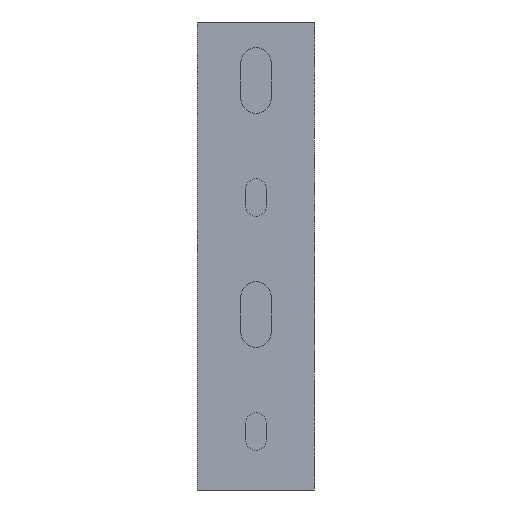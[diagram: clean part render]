
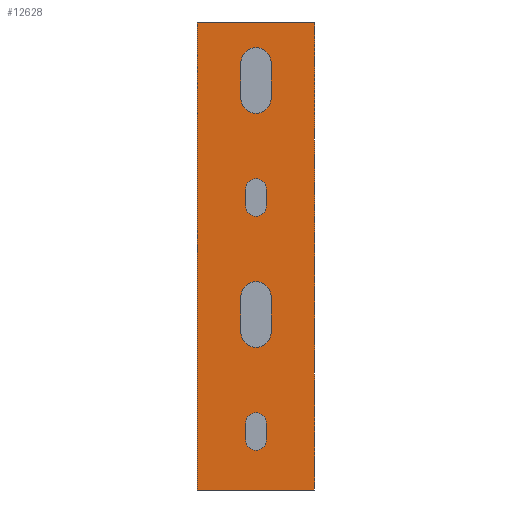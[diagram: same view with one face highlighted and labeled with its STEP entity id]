
A CAD part, front view. The second image highlights one B-rep face of the part: STEP entity #12628.
In plain terms, the highlighted planar face has unit normal (0, -1, 0).
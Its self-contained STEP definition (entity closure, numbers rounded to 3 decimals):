
#268=DIRECTION('',(1.,0.,0.));
#269=VECTOR('',#268,25.);
#270=CARTESIAN_POINT('',(-12.5,0.,-50.));
#271=LINE('',#270,#269);
#899=DIRECTION('',(-1.,0.,0.));
#900=VECTOR('',#899,25.);
#901=CARTESIAN_POINT('',(12.5,0.,50.));
#902=LINE('',#901,#900);
#6343=DIRECTION('',(0.,0.,1.));
#6344=VECTOR('',#6343,100.);
#6345=CARTESIAN_POINT('',(-12.5,0.,-50.));
#6346=LINE('',#6345,#6344);
#6350=DIRECTION('',(0.,0.,-1.));
#6351=VECTOR('',#6350,100.);
#6352=CARTESIAN_POINT('',(12.5,0.,50.));
#6353=LINE('',#6352,#6351);
#6357=CARTESIAN_POINT('',(0.,0.,-35.75));
#6358=DIRECTION('',(0.,-1.,0.));
#6359=DIRECTION('',(1.,0.,0.));
#6360=AXIS2_PLACEMENT_3D('',#6357,#6358,#6359);
#6365=DIRECTION('',(0.,0.,-1.));
#6366=VECTOR('',#6365,3.5);
#6367=CARTESIAN_POINT('',(-2.25,0.,-35.75));
#6368=LINE('',#6367,#6366);
#6372=CARTESIAN_POINT('',(0.,0.,-39.25));
#6373=DIRECTION('',(0.,-1.,0.));
#6374=DIRECTION('',(-1.,0.,0.));
#6375=AXIS2_PLACEMENT_3D('',#6372,#6373,#6374);
#6380=DIRECTION('',(0.,0.,1.));
#6381=VECTOR('',#6380,3.5);
#6382=CARTESIAN_POINT('',(2.25,0.,-39.25));
#6383=LINE('',#6382,#6381);
#6387=CARTESIAN_POINT('',(0.,0.,-8.75));
#6388=DIRECTION('',(0.,-1.,0.));
#6389=DIRECTION('',(1.,0.,0.));
#6390=AXIS2_PLACEMENT_3D('',#6387,#6388,#6389);
#6395=DIRECTION('',(0.,0.,-1.));
#6396=VECTOR('',#6395,7.5);
#6397=CARTESIAN_POINT('',(-3.25,0.,-8.75));
#6398=LINE('',#6397,#6396);
#6402=CARTESIAN_POINT('',(0.,0.,-16.25));
#6403=DIRECTION('',(0.,-1.,0.));
#6404=DIRECTION('',(-1.,0.,0.));
#6405=AXIS2_PLACEMENT_3D('',#6402,#6403,#6404);
#6410=DIRECTION('',(0.,0.,1.));
#6411=VECTOR('',#6410,7.5);
#6412=CARTESIAN_POINT('',(3.25,0.,-16.25));
#6413=LINE('',#6412,#6411);
#6417=CARTESIAN_POINT('',(0.,0.,41.25));
#6418=DIRECTION('',(0.,-1.,0.));
#6419=DIRECTION('',(1.,0.,0.));
#6420=AXIS2_PLACEMENT_3D('',#6417,#6418,#6419);
#6425=DIRECTION('',(0.,0.,-1.));
#6426=VECTOR('',#6425,7.5);
#6427=CARTESIAN_POINT('',(-3.25,0.,41.25));
#6428=LINE('',#6427,#6426);
#6432=CARTESIAN_POINT('',(0.,0.,33.75));
#6433=DIRECTION('',(0.,-1.,0.));
#6434=DIRECTION('',(-1.,0.,0.));
#6435=AXIS2_PLACEMENT_3D('',#6432,#6433,#6434);
#6440=DIRECTION('',(0.,0.,1.));
#6441=VECTOR('',#6440,7.5);
#6442=CARTESIAN_POINT('',(3.25,0.,33.75));
#6443=LINE('',#6442,#6441);
#6447=CARTESIAN_POINT('',(0.,0.,14.25));
#6448=DIRECTION('',(0.,-1.,0.));
#6449=DIRECTION('',(1.,0.,0.));
#6450=AXIS2_PLACEMENT_3D('',#6447,#6448,#6449);
#6455=DIRECTION('',(0.,0.,-1.));
#6456=VECTOR('',#6455,3.5);
#6457=CARTESIAN_POINT('',(-2.25,0.,14.25));
#6458=LINE('',#6457,#6456);
#6462=CARTESIAN_POINT('',(0.,0.,10.75));
#6463=DIRECTION('',(0.,-1.,0.));
#6464=DIRECTION('',(-1.,0.,0.));
#6465=AXIS2_PLACEMENT_3D('',#6462,#6463,#6464);
#6470=DIRECTION('',(0.,0.,1.));
#6471=VECTOR('',#6470,3.5);
#6472=CARTESIAN_POINT('',(2.25,0.,10.75));
#6473=LINE('',#6472,#6471);
#6589=CARTESIAN_POINT('',(3.25,0.,41.25));
#6590=CARTESIAN_POINT('',(-3.25,0.,41.25));
#6591=VERTEX_POINT('',#6589);
#6592=VERTEX_POINT('',#6590);
#6593=CARTESIAN_POINT('',(-3.25,0.,33.75));
#6594=VERTEX_POINT('',#6593);
#6595=CARTESIAN_POINT('',(3.25,0.,33.75));
#6596=VERTEX_POINT('',#6595);
#6597=CARTESIAN_POINT('',(2.25,0.,14.25));
#6598=CARTESIAN_POINT('',(-2.25,0.,14.25));
#6599=VERTEX_POINT('',#6597);
#6600=VERTEX_POINT('',#6598);
#6601=CARTESIAN_POINT('',(-2.25,0.,10.75));
#6602=VERTEX_POINT('',#6601);
#6603=CARTESIAN_POINT('',(2.25,0.,10.75));
#6604=VERTEX_POINT('',#6603);
#6621=CARTESIAN_POINT('',(3.25,0.,-8.75));
#6622=CARTESIAN_POINT('',(-3.25,0.,-8.75));
#6623=VERTEX_POINT('',#6621);
#6624=VERTEX_POINT('',#6622);
#6625=CARTESIAN_POINT('',(-3.25,0.,-16.25));
#6626=VERTEX_POINT('',#6625);
#6627=CARTESIAN_POINT('',(3.25,0.,-16.25));
#6628=VERTEX_POINT('',#6627);
#6629=CARTESIAN_POINT('',(2.25,0.,-35.75));
#6630=CARTESIAN_POINT('',(-2.25,0.,-35.75));
#6631=VERTEX_POINT('',#6629);
#6632=VERTEX_POINT('',#6630);
#6633=CARTESIAN_POINT('',(-2.25,0.,-39.25));
#6634=VERTEX_POINT('',#6633);
#6635=CARTESIAN_POINT('',(2.25,0.,-39.25));
#6636=VERTEX_POINT('',#6635);
#6845=CARTESIAN_POINT('',(12.5,0.,50.));
#6846=CARTESIAN_POINT('',(12.5,0.,-50.));
#6847=VERTEX_POINT('',#6845);
#6848=VERTEX_POINT('',#6846);
#6849=CARTESIAN_POINT('',(-12.5,0.,-50.));
#6850=CARTESIAN_POINT('',(-12.5,0.,50.));
#6851=VERTEX_POINT('',#6849);
#6852=VERTEX_POINT('',#6850);
#12577=CARTESIAN_POINT('',(-12.5,0.,-50.));
#12578=DIRECTION('',(0.,-1.,0.));
#12579=DIRECTION('',(1.,0.,0.));
#12580=AXIS2_PLACEMENT_3D('',#12577,#12578,#12579);
#12581=PLANE('',#12580);
#12582=ORIENTED_EDGE('',*,*,#7788,.F.);
#12583=ORIENTED_EDGE('',*,*,#8692,.T.);
#12584=ORIENTED_EDGE('',*,*,#8528,.F.);
#12585=ORIENTED_EDGE('',*,*,#7916,.T.);
#12586=EDGE_LOOP('',(#12582,#12583,#12584,#12585));
#12587=FACE_OUTER_BOUND('',#12586,.F.);
#12589=ORIENTED_EDGE('',*,*,#12588,.T.);
#12591=ORIENTED_EDGE('',*,*,#12590,.T.);
#12593=ORIENTED_EDGE('',*,*,#12592,.T.);
#12595=ORIENTED_EDGE('',*,*,#12594,.T.);
#12596=EDGE_LOOP('',(#12589,#12591,#12593,#12595));
#12597=FACE_BOUND('',#12596,.F.);
#12599=ORIENTED_EDGE('',*,*,#12598,.T.);
#12601=ORIENTED_EDGE('',*,*,#12600,.T.);
#12603=ORIENTED_EDGE('',*,*,#12602,.T.);
#12605=ORIENTED_EDGE('',*,*,#12604,.T.);
#12606=EDGE_LOOP('',(#12599,#12601,#12603,#12605));
#12607=FACE_BOUND('',#12606,.F.);
#12609=ORIENTED_EDGE('',*,*,#12608,.T.);
#12611=ORIENTED_EDGE('',*,*,#12610,.T.);
#12613=ORIENTED_EDGE('',*,*,#12612,.T.);
#12615=ORIENTED_EDGE('',*,*,#12614,.T.);
#12616=EDGE_LOOP('',(#12609,#12611,#12613,#12615));
#12617=FACE_BOUND('',#12616,.F.);
#12619=ORIENTED_EDGE('',*,*,#12618,.T.);
#12621=ORIENTED_EDGE('',*,*,#12620,.T.);
#12623=ORIENTED_EDGE('',*,*,#12622,.T.);
#12625=ORIENTED_EDGE('',*,*,#12624,.T.);
#12626=EDGE_LOOP('',(#12619,#12621,#12623,#12625));
#12627=FACE_BOUND('',#12626,.F.);
#6361=CIRCLE('',#6360,2.25);
#6376=CIRCLE('',#6375,2.25);
#6391=CIRCLE('',#6390,3.25);
#6406=CIRCLE('',#6405,3.25);
#6421=CIRCLE('',#6420,3.25);
#6436=CIRCLE('',#6435,3.25);
#6451=CIRCLE('',#6450,2.25);
#6466=CIRCLE('',#6465,2.25);
#7788=EDGE_CURVE('',#6851,#6848,#271,.T.);
#7916=EDGE_CURVE('',#6847,#6848,#6353,.T.);
#8528=EDGE_CURVE('',#6847,#6852,#902,.T.);
#8692=EDGE_CURVE('',#6851,#6852,#6346,.T.);
#12588=EDGE_CURVE('',#6631,#6632,#6361,.T.);
#12590=EDGE_CURVE('',#6632,#6634,#6368,.T.);
#12592=EDGE_CURVE('',#6634,#6636,#6376,.T.);
#12594=EDGE_CURVE('',#6636,#6631,#6383,.T.);
#12598=EDGE_CURVE('',#6623,#6624,#6391,.T.);
#12600=EDGE_CURVE('',#6624,#6626,#6398,.T.);
#12602=EDGE_CURVE('',#6626,#6628,#6406,.T.);
#12604=EDGE_CURVE('',#6628,#6623,#6413,.T.);
#12608=EDGE_CURVE('',#6591,#6592,#6421,.T.);
#12610=EDGE_CURVE('',#6592,#6594,#6428,.T.);
#12612=EDGE_CURVE('',#6594,#6596,#6436,.T.);
#12614=EDGE_CURVE('',#6596,#6591,#6443,.T.);
#12618=EDGE_CURVE('',#6599,#6600,#6451,.T.);
#12620=EDGE_CURVE('',#6600,#6602,#6458,.T.);
#12622=EDGE_CURVE('',#6602,#6604,#6466,.T.);
#12624=EDGE_CURVE('',#6604,#6599,#6473,.T.);
#12628=ADVANCED_FACE('',(#12587,#12597,#12607,#12617,#12627),#12581,.T.);
